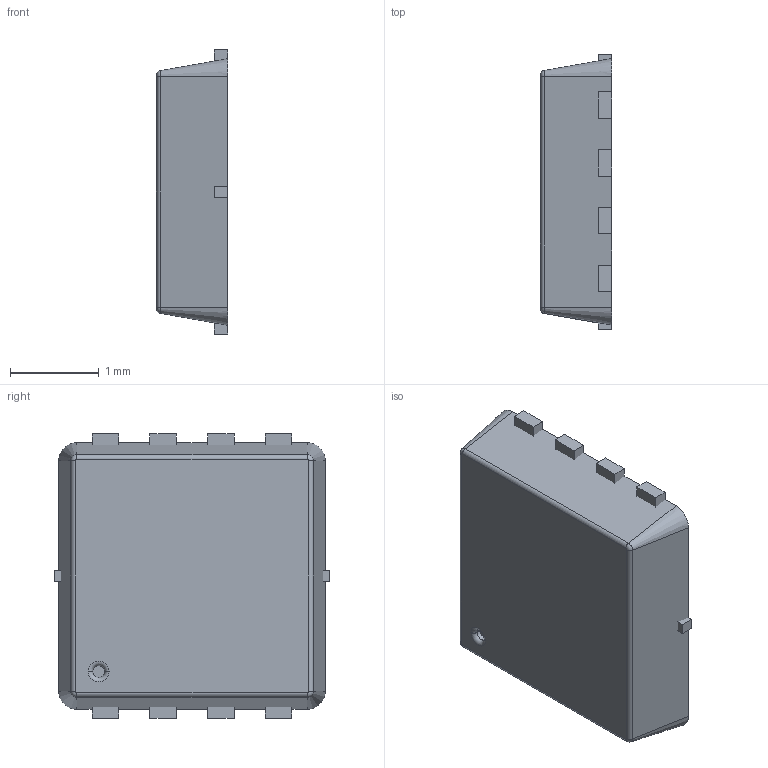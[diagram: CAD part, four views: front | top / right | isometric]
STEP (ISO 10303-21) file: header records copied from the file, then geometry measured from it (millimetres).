
FILE_DESCRIPTION (( 'STEP AP214' ), '1' );
FILE_NAME ('DFN3x3mm_EP1.STEP', '2019-10-18T14:36:28', ( '' ), ( '' ), 'SwSTEP 2.0', 'SolidWorks 2019', '' );
FILE_SCHEMA (( 'AUTOMOTIVE_DESIGN' ));
Length unit declared in the file: millimetre
Products named in the file (1): DFN3x3mm_EP1
Bounding box: 0.8 x 3.1 x 3.2 mm (x, y, z)
Volume: 6.6 mm3; surface area: 27 mm2
Topology: 7 solids, 7 shells, 75 faces, 170 edges, 110 vertices
Faces by surface type: plane 59, torus 6, cylinder 6, cone 4
Entity records: 2545 total; most frequent: CARTESIAN_POINT 356, DIRECTION 350, ORIENTED_EDGE 340, EDGE_CURVE 170, LINE 142, VECTOR 142, VERTEX_POINT 110, AXIS2_PLACEMENT_3D 104
